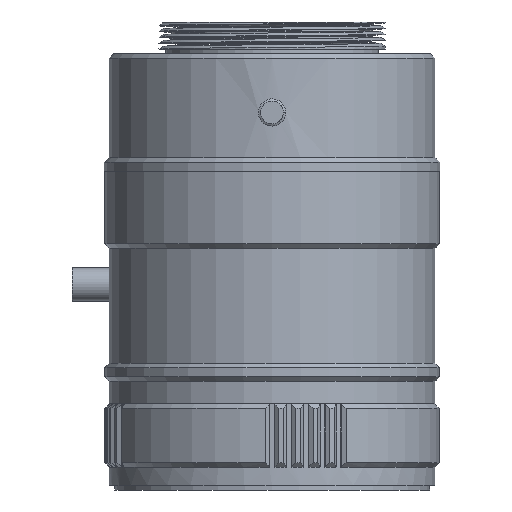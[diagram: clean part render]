
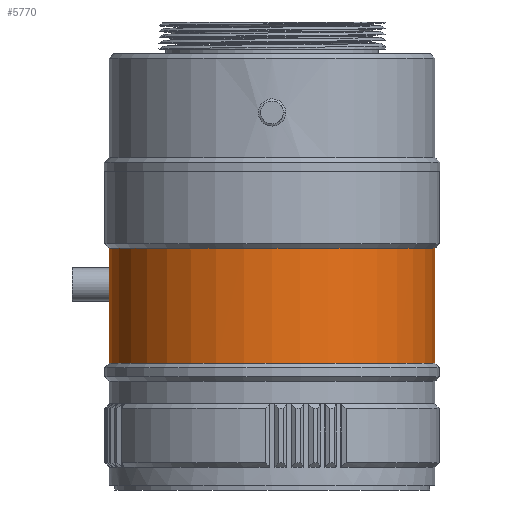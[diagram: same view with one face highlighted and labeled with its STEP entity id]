
A CAD part, left-side view. The second image highlights one B-rep face of the part: STEP entity #5770.
In plain terms, the highlighted cylindrical face has radius 18 mm (diameter 36 mm), a partial arc.
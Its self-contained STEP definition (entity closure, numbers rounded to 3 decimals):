
#221 = CARTESIAN_POINT ( 'NONE',  ( 17.596, -3.795, -41.758 ) ) ;
#245 = CIRCLE ( 'NONE', #3221, 18. ) ;
#283 = VECTOR ( 'NONE', #8429, 1000. ) ;
#564 = ORIENTED_EDGE ( 'NONE', *, *, #4578, .T. ) ;
#1504 = CARTESIAN_POINT ( 'NONE',  ( 13.789, 11.57, -59.549 ) ) ;
#1758 = CARTESIAN_POINT ( 'NONE',  ( 0., 0., -39.049 ) ) ;
#1908 = EDGE_CURVE ( 'NONE', #7751, #17307, #8803, .T. ) ;
#2130 = ORIENTED_EDGE ( 'NONE', *, *, #7729, .T. ) ;
#2175 = ORIENTED_EDGE ( 'NONE', *, *, #9933, .T. ) ;
#2546 = ORIENTED_EDGE ( 'NONE', *, *, #1908, .T. ) ;
#2820 = CARTESIAN_POINT ( 'NONE',  ( 17.663, -3.471, -41.044 ) ) ;
#3100 = CARTESIAN_POINT ( 'NONE',  ( 17.556, -3.974, -42.524 ) ) ;
#3198 = CARTESIAN_POINT ( 'NONE',  ( 17.972, -1.044, -39.179 ) ) ;
#3221 = AXIS2_PLACEMENT_3D ( 'NONE', #1758, #4207, #6054 ) ;
#4077 = VERTEX_POINT ( 'NONE', #4581 ) ;
#4207 = DIRECTION ( 'NONE',  ( 0., 0., -1. ) ) ;
#4578 = EDGE_CURVE ( 'NONE', #9673, #7751, #13457, .T. ) ;
#4581 = CARTESIAN_POINT ( 'NONE',  ( 18., 0., -39.049 ) ) ;
#4607 = AXIS2_PLACEMENT_3D ( 'NONE', #11240, #16949, #17130 ) ;
#4651 = VECTOR ( 'NONE', #6703, 1000. ) ;
#4776 = VERTEX_POINT ( 'NONE', #16811 ) ;
#5240 = CARTESIAN_POINT ( 'NONE',  ( 13.789, -11.57, -43.049 ) ) ;
#5538 = CARTESIAN_POINT ( 'NONE',  ( 17.55, -4., -43.049 ) ) ;
#5589 = ORIENTED_EDGE ( 'NONE', *, *, #10490, .T. ) ;
#5770 = ADVANCED_FACE ( 'NONE', ( #7913 ), #18200, .T. ) ;
#5789 = LINE ( 'NONE', #1504, #283 ) ;
#5813 = CARTESIAN_POINT ( 'NONE',  ( 17.835, -2.445, -39.873 ) ) ;
#5910 = CARTESIAN_POINT ( 'NONE',  ( 17.914, -1.777, -39.456 ) ) ;
#6054 = DIRECTION ( 'NONE',  ( 1., 0., 0. ) ) ;
#6157 = ORIENTED_EDGE ( 'NONE', *, *, #6323, .T. ) ;
#6323 = EDGE_CURVE ( 'NONE', #17028, #10176, #12374, .T. ) ;
#6370 = CARTESIAN_POINT ( 'NONE',  ( 13.789, 11.57, -43.049 ) ) ;
#6703 = DIRECTION ( 'NONE',  ( 0., 0., -1. ) ) ;
#6831 = CIRCLE ( 'NONE', #12508, 18. ) ;
#7232 = CARTESIAN_POINT ( 'NONE',  ( 17.747, -3.013, -40.406 ) ) ;
#7729 = EDGE_CURVE ( 'NONE', #4776, #17028, #16950, .T. ) ;
#7751 = VERTEX_POINT ( 'NONE', #14693 ) ;
#7913 = FACE_OUTER_BOUND ( 'NONE', #8364, .T. ) ;
#8364 = EDGE_LOOP ( 'NONE', ( #2130, #6157, #2175, #18499, #12346, #564, #2546, #5589 ) ) ;
#8429 = DIRECTION ( 'NONE',  ( 0., 0., -1. ) ) ;
#8795 = DIRECTION ( 'NONE',  ( 1., 0., 0. ) ) ;
#8803 = CIRCLE ( 'NONE', #4607, 18. ) ;
#8825 = CARTESIAN_POINT ( 'NONE',  ( 17.994, -0.527, -39.075 ) ) ;
#9088 = EDGE_CURVE ( 'NONE', #4077, #9673, #245, .T. ) ;
#9188 = AXIS2_PLACEMENT_3D ( 'NONE', #11881, #10298, #8795 ) ;
#9640 = VERTEX_POINT ( 'NONE', #13611 ) ;
#9673 = VERTEX_POINT ( 'NONE', #12384 ) ;
#9811 = EDGE_CURVE ( 'NONE', #9640, #4077, #18155, .T. ) ;
#9933 = EDGE_CURVE ( 'NONE', #10176, #9640, #6831, .T. ) ;
#10138 = CARTESIAN_POINT ( 'NONE',  ( 17.638, -3.594, -41.274 ) ) ;
#10176 = VERTEX_POINT ( 'NONE', #5240 ) ;
#10236 = CARTESIAN_POINT ( 'NONE',  ( 17.717, -3.181, -40.61 ) ) ;
#10298 = DIRECTION ( 'NONE',  ( 0., 0., 1. ) ) ;
#10330 = CARTESIAN_POINT ( 'NONE',  ( 18., 0., -39.049 ) ) ;
#10490 = EDGE_CURVE ( 'NONE', #17307, #4776, #5789, .T. ) ;
#10648 = AXIS2_PLACEMENT_3D ( 'NONE', #13989, #15119, #13621 ) ;
#11240 = CARTESIAN_POINT ( 'NONE',  ( 0., 0., -43.049 ) ) ;
#11441 = CARTESIAN_POINT ( 'NONE',  ( 17.955, -1.297, -39.256 ) ) ;
#11724 = CARTESIAN_POINT ( 'NONE',  ( 17.805, -2.646, -40.038 ) ) ;
#11881 = CARTESIAN_POINT ( 'NONE',  ( 0., 0., -51.749 ) ) ;
#12047 = CARTESIAN_POINT ( 'NONE',  ( 17.731, 3.1, -59.549 ) ) ;
#12346 = ORIENTED_EDGE ( 'NONE', *, *, #9088, .T. ) ;
#12374 = LINE ( 'NONE', #13688, #16639 ) ;
#12384 = CARTESIAN_POINT ( 'NONE',  ( 17.731, 3.1, -39.049 ) ) ;
#12508 = AXIS2_PLACEMENT_3D ( 'NONE', #14724, #16491, #17529 ) ;
#13031 = CARTESIAN_POINT ( 'NONE',  ( 17.579, -3.872, -42.012 ) ) ;
#13457 = LINE ( 'NONE', #12047, #4651 ) ;
#13611 = CARTESIAN_POINT ( 'NONE',  ( 17.55, -4., -43.049 ) ) ;
#13621 = DIRECTION ( 'NONE',  ( 1., 0., 0. ) ) ;
#13688 = CARTESIAN_POINT ( 'NONE',  ( 13.789, -11.57, -59.549 ) ) ;
#13873 = DIRECTION ( 'NONE',  ( 0., 0., 1. ) ) ;
#13989 = CARTESIAN_POINT ( 'NONE',  ( 0., 0., -59.549 ) ) ;
#14631 = CARTESIAN_POINT ( 'NONE',  ( 17.889, -2.008, -39.58 ) ) ;
#14693 = CARTESIAN_POINT ( 'NONE',  ( 17.731, 3.1, -43.049 ) ) ;
#14724 = CARTESIAN_POINT ( 'NONE',  ( 0., 0., -43.049 ) ) ;
#15119 = DIRECTION ( 'NONE',  ( 0., 0., 1. ) ) ;
#16491 = DIRECTION ( 'NONE',  ( 0., 0., 1. ) ) ;
#16639 = VECTOR ( 'NONE', #13873, 1000. ) ;
#16811 = CARTESIAN_POINT ( 'NONE',  ( 13.789, 11.57, -51.749 ) ) ;
#16949 = DIRECTION ( 'NONE',  ( 0., 0., 1. ) ) ;
#16950 = CIRCLE ( 'NONE', #9188, 18. ) ;
#16970 = CARTESIAN_POINT ( 'NONE',  ( 17.55, -4., -42.784 ) ) ;
#17028 = VERTEX_POINT ( 'NONE', #18231 ) ;
#17064 = CARTESIAN_POINT ( 'NONE',  ( 18., -0.265, -39.049 ) ) ;
#17130 = DIRECTION ( 'NONE',  ( 1., 0., 0. ) ) ;
#17307 = VERTEX_POINT ( 'NONE', #6370 ) ;
#17529 = DIRECTION ( 'NONE',  ( 1., 0., 0. ) ) ;
#18155 = B_SPLINE_CURVE_WITH_KNOTS ( 'NONE', 3,
 ( #5538, #16970, #3100, #13031, #221, #10138, #2820, #10236, #7232, #11724, #5813, #14631, #5910, #11441, #3198, #8825, #17064, #10330 ),
 .UNSPECIFIED., .F., .F.,
 ( 4, 2, 2, 2, 2, 2, 2, 2, 4 ),
 ( 0., 0.001, 0.002, 0.002, 0.003, 0.004, 0.005, 0.005, 0.006 ),
 .UNSPECIFIED. ) ;
#18200 = CYLINDRICAL_SURFACE ( 'NONE', #10648, 18. ) ;
#18231 = CARTESIAN_POINT ( 'NONE',  ( 13.789, -11.57, -51.749 ) ) ;
#18499 = ORIENTED_EDGE ( 'NONE', *, *, #9811, .T. ) ;
